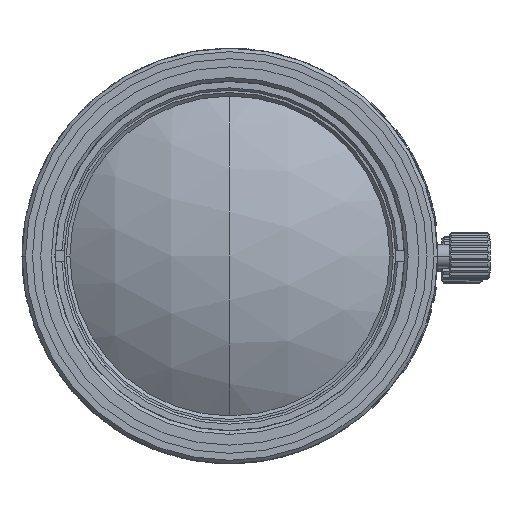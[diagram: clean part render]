
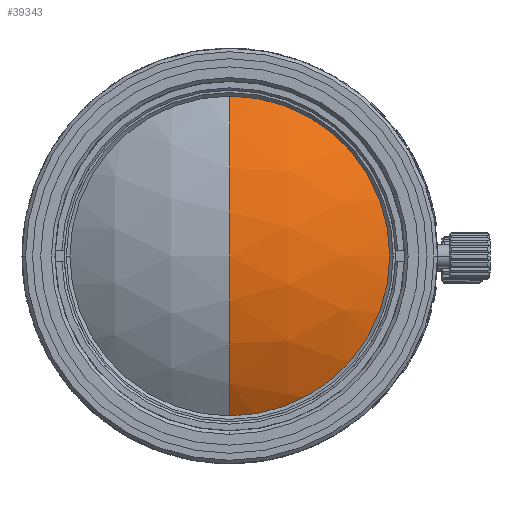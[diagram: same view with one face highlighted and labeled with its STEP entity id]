
A CAD part, front view. The second image highlights one B-rep face of the part: STEP entity #39343.
In plain terms, the highlighted spherical face has radius 24.629 mm.
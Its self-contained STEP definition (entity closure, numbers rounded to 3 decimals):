
#4127 = CARTESIAN_POINT ( 'NONE',  ( 17.5, 10.19, -17.5 ) ) ;
#8070 = AXIS2_PLACEMENT_3D ( 'NONE', #4127, #53333, #46913 ) ;
#9819 = SPHERICAL_SURFACE ( 'NONE', #8070, 24.629 ) ;
#11230 = AXIS2_PLACEMENT_3D ( 'NONE', #56560, #18770, #40515 ) ;
#13587 = ORIENTED_EDGE ( 'NONE', *, *, #19422, .F. ) ;
#15902 = FACE_OUTER_BOUND ( 'NONE', #39988, .T. ) ;
#18770 = DIRECTION ( 'NONE',  ( 0., 1., 0. ) ) ;
#19422 = EDGE_CURVE ( 'NONE', #66627, #40147, #46577, .T. ) ;
#23808 = DIRECTION ( 'NONE',  ( 1., 0., 0. ) ) ;
#30050 = CARTESIAN_POINT ( 'NONE',  ( 17.5, -9.933, -31.7 ) ) ;
#32867 = CIRCLE ( 'NONE', #11230, 14.2 ) ;
#37408 = AXIS2_PLACEMENT_3D ( 'NONE', #46262, #23808, #51630 ) ;
#39343 = ADVANCED_FACE ( 'NONE', ( #15902 ), #9819, .T. ) ;
#39988 = EDGE_LOOP ( 'NONE', ( #13587, #41657, #64826 ) ) ;
#40147 = VERTEX_POINT ( 'NONE', #56369 ) ;
#40515 = DIRECTION ( 'NONE',  ( 0., 0., 1. ) ) ;
#40833 = EDGE_CURVE ( 'NONE', #40147, #61756, #32867, .T. ) ;
#41657 = ORIENTED_EDGE ( 'NONE', *, *, #60892, .T. ) ;
#41820 = DIRECTION ( 'NONE',  ( 0., 0., 1. ) ) ;
#45400 = AXIS2_PLACEMENT_3D ( 'NONE', #48231, #58917, #41820 ) ;
#46262 = CARTESIAN_POINT ( 'NONE',  ( 17.5, 10.19, -17.5 ) ) ;
#46577 = CIRCLE ( 'NONE', #45400, 24.629 ) ;
#46913 = DIRECTION ( 'NONE',  ( 0., 0., 1. ) ) ;
#48231 = CARTESIAN_POINT ( 'NONE',  ( 17.5, 10.19, -17.5 ) ) ;
#48471 = CARTESIAN_POINT ( 'NONE',  ( 17.5, -14.439, -17.5 ) ) ;
#51630 = DIRECTION ( 'NONE',  ( 0., 0., -1. ) ) ;
#52160 = CIRCLE ( 'NONE', #37408, 24.629 ) ;
#53333 = DIRECTION ( 'NONE',  ( 1., 0., 0. ) ) ;
#56369 = CARTESIAN_POINT ( 'NONE',  ( 17.5, -9.933, -3.3 ) ) ;
#56560 = CARTESIAN_POINT ( 'NONE',  ( 17.5, -9.933, -17.5 ) ) ;
#58917 = DIRECTION ( 'NONE',  ( -1., 0., 0. ) ) ;
#60892 = EDGE_CURVE ( 'NONE', #66627, #61756, #52160, .T. ) ;
#61756 = VERTEX_POINT ( 'NONE', #30050 ) ;
#64826 = ORIENTED_EDGE ( 'NONE', *, *, #40833, .F. ) ;
#66627 = VERTEX_POINT ( 'NONE', #48471 ) ;
